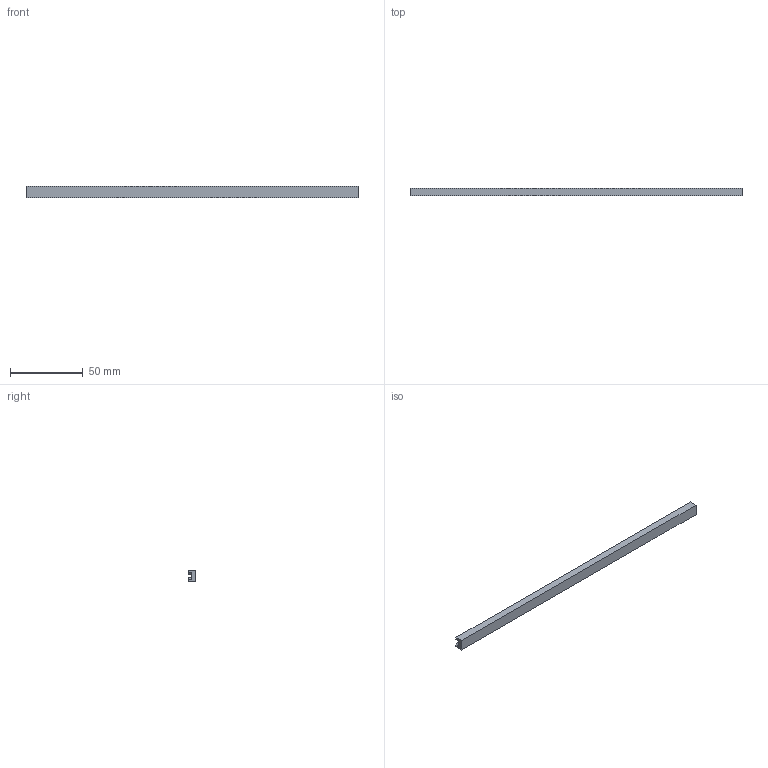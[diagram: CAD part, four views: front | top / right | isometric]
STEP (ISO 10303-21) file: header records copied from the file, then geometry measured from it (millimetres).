
FILE_DESCRIPTION (( 'STEP AP214' ), '1' );
FILE_NAME ('616-220-311.STEP', '2020-08-20T18:14:38', ( '' ), ( '' ), 'SwSTEP 2.0', 'SolidWorks 2020', '' );
FILE_SCHEMA (( 'AUTOMOTIVE_DESIGN' ));
Length unit declared in the file: inch
Products named in the file (1): 616-220-311
Bounding box: 228.6 x 5.33 x 7.92 mm (x, y, z)
Volume: 8479.1 mm3; surface area: 7129.4 mm2
Topology: 1 solids, 1 shells, 258 faces, 678 edges, 452 vertices
Faces by surface type: plane 173, bspline 85
Entity records: 12824 total; most frequent: CARTESIAN_POINT 6986, ORIENTED_EDGE 1356, DIRECTION 856, EDGE_CURVE 678, LINE 508, VECTOR 508, VERTEX_POINT 452, EDGE_LOOP 288
